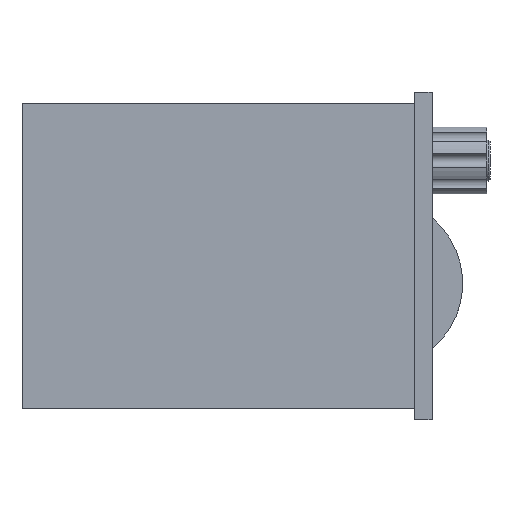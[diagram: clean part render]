
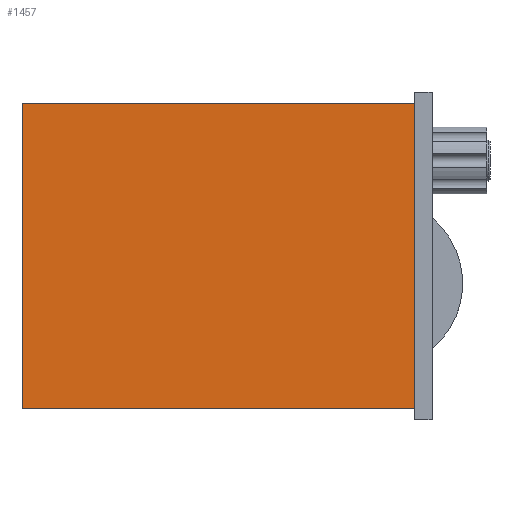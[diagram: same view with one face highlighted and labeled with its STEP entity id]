
A CAD part, top view. The second image highlights one B-rep face of the part: STEP entity #1457.
In plain terms, the highlighted planar face has unit normal (0, 0, 1).
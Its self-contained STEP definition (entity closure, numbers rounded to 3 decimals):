
#151=FACE_OUTER_BOUND('',#253,.T.);
#253=EDGE_LOOP('',(#1301,#1302,#1303,#1304));
#271=LINE('',#2114,#396);
#341=LINE('',#2352,#466);
#380=LINE('',#2484,#505);
#381=LINE('',#2486,#506);
#396=VECTOR('',#1655,44.66);
#466=VECTOR('',#1901,44.66);
#505=VECTOR('',#2068,57.5);
#506=VECTOR('',#2071,57.5);
#593=VERTEX_POINT('',#2111);
#594=VERTEX_POINT('',#2113);
#673=VERTEX_POINT('',#2349);
#674=VERTEX_POINT('',#2351);
#719=EDGE_CURVE('',#593,#594,#271,.T.);
#835=EDGE_CURVE('',#674,#673,#341,.T.);
#899=EDGE_CURVE('',#673,#594,#380,.T.);
#900=EDGE_CURVE('',#674,#593,#381,.T.);
#1301=ORIENTED_EDGE('',*,*,#835,.T.);
#1302=ORIENTED_EDGE('',*,*,#899,.T.);
#1303=ORIENTED_EDGE('',*,*,#719,.F.);
#1304=ORIENTED_EDGE('',*,*,#900,.F.);
#1367=PLANE('',#1622);
#1457=ADVANCED_FACE('',(#151),#1367,.T.);
#1622=AXIS2_PLACEMENT_3D('',#2485,#2069,#2070);
#1655=DIRECTION('',(0.,-1.,0.));
#1901=DIRECTION('',(0.,-1.,0.));
#2068=DIRECTION('',(1.,0.,0.));
#2069=DIRECTION('center_axis',(0.,0.,1.));
#2070=DIRECTION('ref_axis',(0.,-1.,0.));
#2071=DIRECTION('',(1.,0.,0.));
#2111=CARTESIAN_POINT('',(57.5,22.33,22.));
#2113=CARTESIAN_POINT('',(57.5,-22.33,22.));
#2114=CARTESIAN_POINT('',(57.5,22.33,22.));
#2349=CARTESIAN_POINT('',(0.,-22.33,22.));
#2351=CARTESIAN_POINT('',(0.,22.33,22.));
#2352=CARTESIAN_POINT('',(0.,22.33,22.));
#2484=CARTESIAN_POINT('',(0.,-22.33,22.));
#2485=CARTESIAN_POINT('Origin',(0.,22.33,22.));
#2486=CARTESIAN_POINT('',(0.,22.33,22.));
